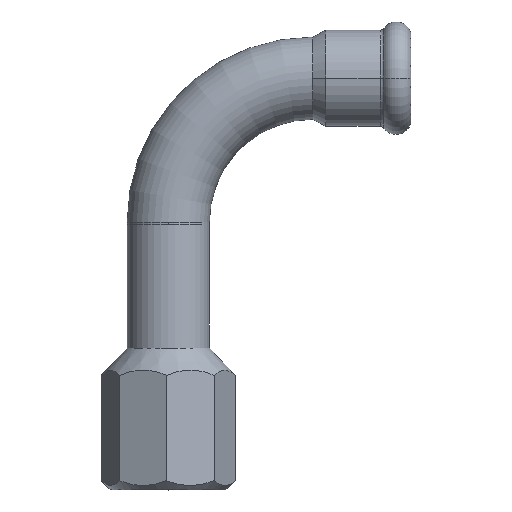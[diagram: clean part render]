
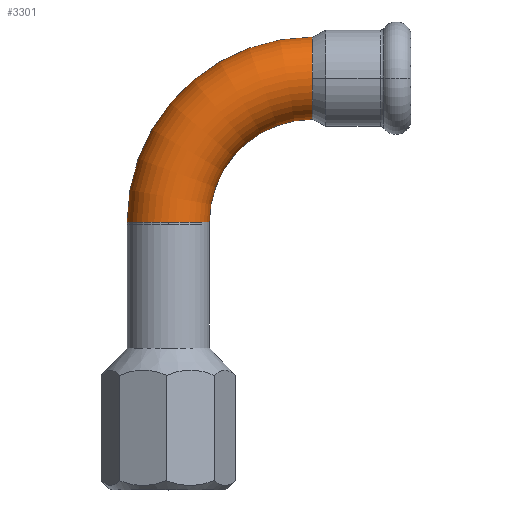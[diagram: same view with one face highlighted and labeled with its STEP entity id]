
A CAD part, top view. The second image highlights one B-rep face of the part: STEP entity #3301.
In plain terms, the highlighted toroidal (fillet/blend) face has major radius 31.5 mm and minor radius 9 mm.
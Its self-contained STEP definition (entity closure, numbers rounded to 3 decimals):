
#53 = ORIENTED_EDGE ( 'NONE', *, *, #2552, .T. ) ;
#142 = CARTESIAN_POINT ( 'NONE',  ( 31.5, 32., 0. ) ) ;
#209 = CIRCLE ( 'NONE', #2050, 40.5 ) ;
#319 = EDGE_CURVE ( 'NONE', #2060, #460, #3015, .T. ) ;
#324 = DIRECTION ( 'NONE',  ( 0., 1., 0. ) ) ;
#416 = DIRECTION ( 'NONE',  ( 0., 0., 1. ) ) ;
#460 = VERTEX_POINT ( 'NONE', #922 ) ;
#463 = DIRECTION ( 'NONE',  ( -1., 0., 0. ) ) ;
#479 = FACE_OUTER_BOUND ( 'NONE', #1075, .T. ) ;
#507 = CARTESIAN_POINT ( 'NONE',  ( 31.5, 41., 0. ) ) ;
#616 = AXIS2_PLACEMENT_3D ( 'NONE', #4394, #1290, #1245 ) ;
#922 = CARTESIAN_POINT ( 'NONE',  ( 9., 0.5, 0. ) ) ;
#952 = VERTEX_POINT ( 'NONE', #2851 ) ;
#980 = AXIS2_PLACEMENT_3D ( 'NONE', #1428, #1011, #324 ) ;
#986 = ORIENTED_EDGE ( 'NONE', *, *, #2909, .F. ) ;
#1011 = DIRECTION ( 'NONE',  ( 1., 0., 0. ) ) ;
#1027 = AXIS2_PLACEMENT_3D ( 'NONE', #2823, #3863, #2779 ) ;
#1075 = EDGE_LOOP ( 'NONE', ( #4124, #1819, #53, #3572, #986, #4514 ) ) ;
#1126 = CIRCLE ( 'NONE', #616, 22.5 ) ;
#1245 = DIRECTION ( 'NONE',  ( 1., 0., 0. ) ) ;
#1290 = DIRECTION ( 'NONE',  ( 0., 0., 1. ) ) ;
#1428 = CARTESIAN_POINT ( 'NONE',  ( 31.5, 32., 0. ) ) ;
#1527 = CARTESIAN_POINT ( 'NONE',  ( -9., 0.5, 0. ) ) ;
#1548 = CARTESIAN_POINT ( 'NONE',  ( 31.5, 0.5, 0. ) ) ;
#1648 = CIRCLE ( 'NONE', #980, 9. ) ;
#1819 = ORIENTED_EDGE ( 'NONE', *, *, #2524, .T. ) ;
#1871 = DIRECTION ( 'NONE',  ( 1., 0., 0. ) ) ;
#2050 = AXIS2_PLACEMENT_3D ( 'NONE', #2267, #416, #4353 ) ;
#2060 = VERTEX_POINT ( 'NONE', #4381 ) ;
#2262 = DIRECTION ( 'NONE',  ( 1., 0., 0. ) ) ;
#2267 = CARTESIAN_POINT ( 'NONE',  ( 31.5, 0.5, 0. ) ) ;
#2425 = CIRCLE ( 'NONE', #3973, 9. ) ;
#2524 = EDGE_CURVE ( 'NONE', #2571, #2679, #209, .T. ) ;
#2532 = EDGE_CURVE ( 'NONE', #2571, #952, #3826, .T. ) ;
#2552 = EDGE_CURVE ( 'NONE', #2679, #2060, #2425, .T. ) ;
#2571 = VERTEX_POINT ( 'NONE', #507 ) ;
#2679 = VERTEX_POINT ( 'NONE', #1527 ) ;
#2779 = DIRECTION ( 'NONE',  ( -1., 0., 0. ) ) ;
#2816 = VERTEX_POINT ( 'NONE', #3339 ) ;
#2823 = CARTESIAN_POINT ( 'NONE',  ( 0., 0.5, 0. ) ) ;
#2851 = CARTESIAN_POINT ( 'NONE',  ( 31.5, 32., 9. ) ) ;
#2907 = DIRECTION ( 'NONE',  ( 0., 1., 0. ) ) ;
#2909 = EDGE_CURVE ( 'NONE', #2816, #460, #1126, .T. ) ;
#2952 = EDGE_CURVE ( 'NONE', #952, #2816, #1648, .T. ) ;
#3015 = CIRCLE ( 'NONE', #1027, 9. ) ;
#3301 = ADVANCED_FACE ( 'NONE', ( #479 ), #4292, .T. ) ;
#3339 = CARTESIAN_POINT ( 'NONE',  ( 31.5, 23., 0. ) ) ;
#3561 = AXIS2_PLACEMENT_3D ( 'NONE', #1548, #4348, #2262 ) ;
#3572 = ORIENTED_EDGE ( 'NONE', *, *, #319, .T. ) ;
#3598 = CARTESIAN_POINT ( 'NONE',  ( 0., 0.5, 0. ) ) ;
#3826 = CIRCLE ( 'NONE', #4399, 9. ) ;
#3863 = DIRECTION ( 'NONE',  ( 0., 1., 0. ) ) ;
#3973 = AXIS2_PLACEMENT_3D ( 'NONE', #3598, #2907, #463 ) ;
#4124 = ORIENTED_EDGE ( 'NONE', *, *, #2532, .F. ) ;
#4292 = TOROIDAL_SURFACE ( 'NONE', #3561, 31.5, 9. ) ;
#4348 = DIRECTION ( 'NONE',  ( 0., 0., 1. ) ) ;
#4353 = DIRECTION ( 'NONE',  ( 1., 0., 0. ) ) ;
#4376 = DIRECTION ( 'NONE',  ( 0., 1., 0. ) ) ;
#4381 = CARTESIAN_POINT ( 'NONE',  ( 0., 0.5, 9. ) ) ;
#4394 = CARTESIAN_POINT ( 'NONE',  ( 31.5, 0.5, 0. ) ) ;
#4399 = AXIS2_PLACEMENT_3D ( 'NONE', #142, #1871, #4376 ) ;
#4514 = ORIENTED_EDGE ( 'NONE', *, *, #2952, .F. ) ;
